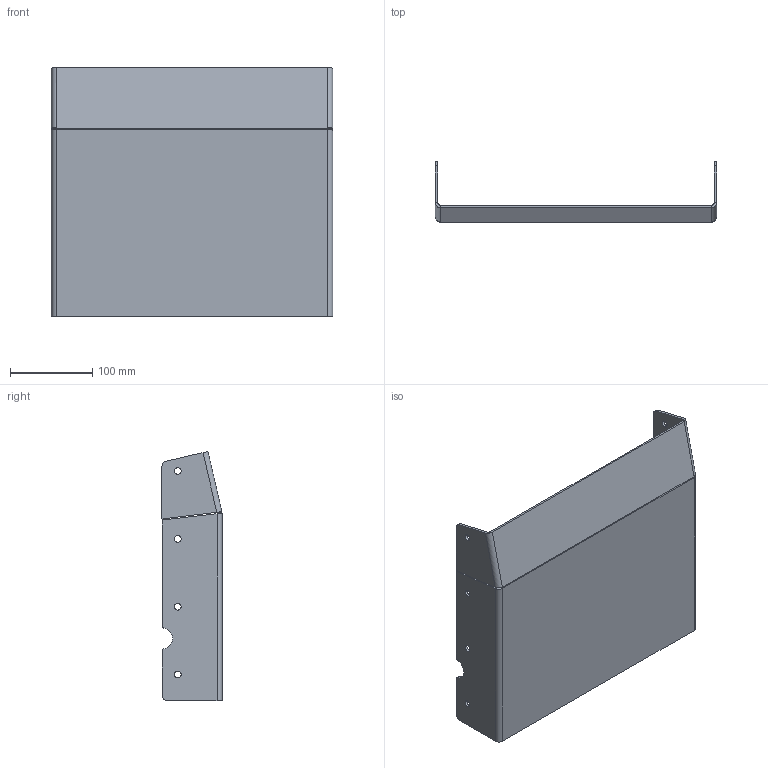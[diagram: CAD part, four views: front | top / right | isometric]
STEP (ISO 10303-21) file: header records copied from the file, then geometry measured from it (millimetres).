
FILE_DESCRIPTION (( 'STEP AP203' ), '1' );
FILE_NAME ('Belly_Pan_23_Default_sldprt.STEP', '2023-01-20T01:41:43', ( '' ), ( '' ), 'SwSTEP 2.0', 'SolidWorks 2022', '' );
FILE_SCHEMA (( 'CONFIG_CONTROL_DESIGN' ));
Length unit declared in the file: inch
Products named in the file (1): Belly_Pan_23_Default_sldprt
Bounding box: 342.37 x 73.05 x 303.19 mm (x, y, z)
Volume: 432198.9 mm3; surface area: 290027.2 mm2
Topology: 1 solids, 1 shells, 80 faces, 194 edges, 116 vertices
Faces by surface type: cylinder 38, plane 38, bspline 4
Entity records: 2693 total; most frequent: CARTESIAN_POINT 691, DIRECTION 408, ORIENTED_EDGE 388, EDGE_CURVE 194, AXIS2_PLACEMENT_3D 145, LINE 118, VECTOR 118, VERTEX_POINT 116
